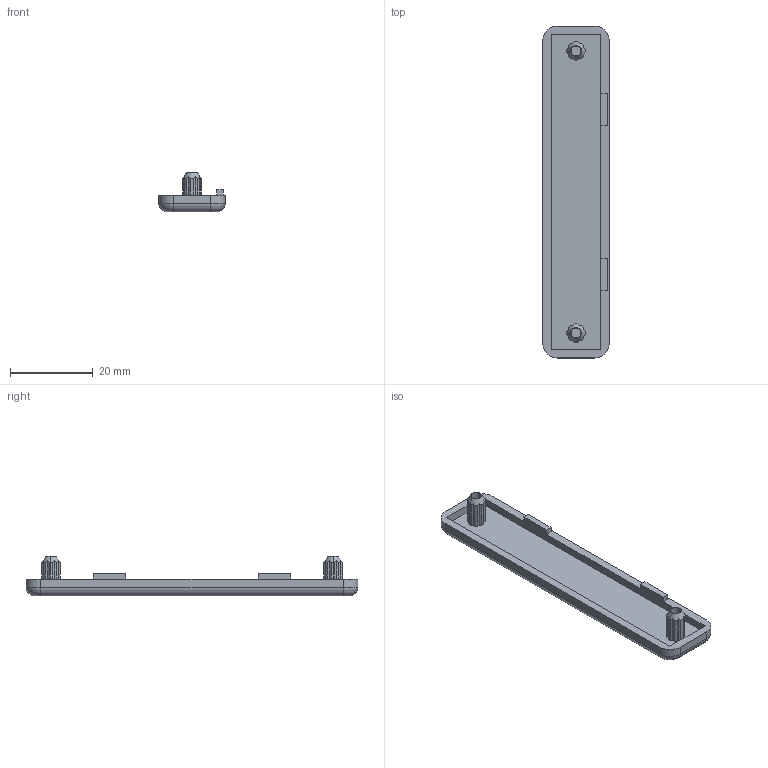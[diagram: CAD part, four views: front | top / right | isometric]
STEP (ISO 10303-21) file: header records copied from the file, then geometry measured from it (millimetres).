
FILE_DESCRIPTION (( 'STEP AP203' ), '1' );
FILE_NAME ('091078.STEP', '2012-10-29T07:34:06', ( '' ), ( '' ), 'SwSTEP 2.0', 'SolidWorks 2012', '' );
FILE_SCHEMA (( 'CONFIG_CONTROL_DESIGN' ));
Length unit declared in the file: millimetre
Products named in the file (1): 091078
Bounding box: 16 x 80 x 9.5 mm (x, y, z)
Volume: 3260.1 mm3; surface area: 3828 mm2
Topology: 1 solids, 1 shells, 93 faces, 248 edges, 162 vertices
Faces by surface type: plane 55, cylinder 30, cone 4, torus 4
Entity records: 3001 total; most frequent: CARTESIAN_POINT 600, ORIENTED_EDGE 496, DIRECTION 474, EDGE_CURVE 248, AXIS2_PLACEMENT_3D 164, VERTEX_POINT 162, LINE 146, VECTOR 146
